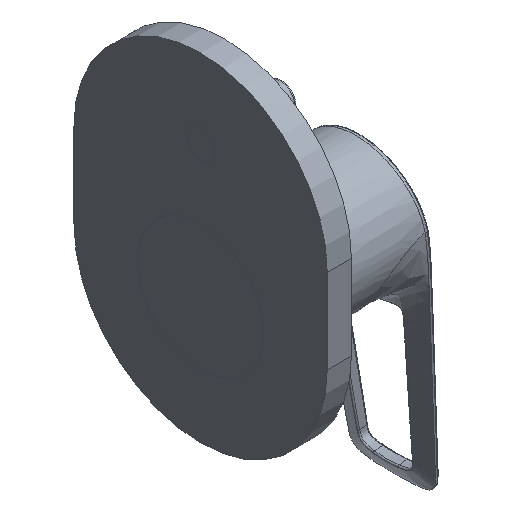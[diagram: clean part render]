
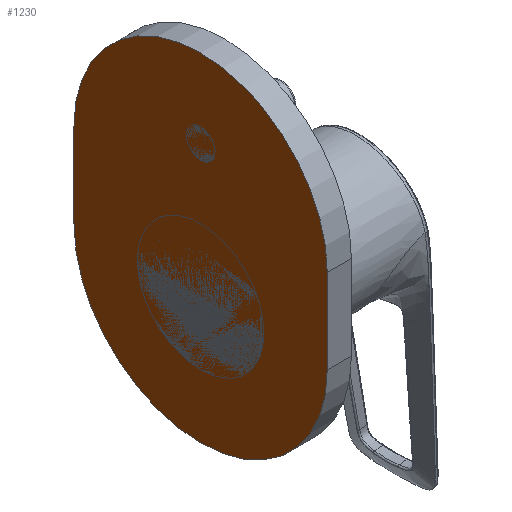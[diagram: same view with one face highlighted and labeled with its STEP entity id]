
A CAD part, isometric view. The second image highlights one B-rep face of the part: STEP entity #1230.
In plain terms, the highlighted planar face has unit normal (-1, 0, 0).
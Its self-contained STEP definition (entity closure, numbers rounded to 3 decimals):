
#138=LINE('',#2025,#154);
#143=LINE('',#2039,#159);
#154=VECTOR('',#1757,1000.);
#159=VECTOR('',#1770,1000.);
#307=ORIENTED_EDGE('',*,*,#580,.T.);
#308=ORIENTED_EDGE('',*,*,#584,.T.);
#309=ORIENTED_EDGE('',*,*,#587,.T.);
#310=ORIENTED_EDGE('',*,*,#589,.T.);
#580=EDGE_CURVE('',#736,#735,#138,.T.);
#584=EDGE_CURVE('',#735,#738,#849,.T.);
#587=EDGE_CURVE('',#738,#740,#143,.T.);
#589=EDGE_CURVE('',#740,#736,#851,.T.);
#735=VERTEX_POINT('',#2024);
#736=VERTEX_POINT('',#2026);
#738=VERTEX_POINT('',#2032);
#740=VERTEX_POINT('',#2038);
#849=CIRCLE('',#1566,52.5);
#851=CIRCLE('',#1570,52.5);
#942=EDGE_LOOP('',(#307,#308,#309,#310));
#1083=FACE_BOUND('',#942,.T.);
#1186=PLANE('',#1571);
#1230=ADVANCED_FACE('',(#1083),#1186,.T.);
#1566=AXIS2_PLACEMENT_3D('',#2033,#1764,#1765);
#1570=AXIS2_PLACEMENT_3D('',#2042,#1775,#1776);
#1571=AXIS2_PLACEMENT_3D('',#2043,#1777,#1778);
#1757=DIRECTION('',(0.,0.,1.));
#1764=DIRECTION('',(-1.,0.,0.));
#1765=DIRECTION('',(0.,-1.,0.));
#1770=DIRECTION('',(0.,0.,-1.));
#1775=DIRECTION('',(-1.,0.,0.));
#1776=DIRECTION('',(0.,-1.,0.));
#1777=DIRECTION('',(-1.,0.,0.));
#1778=DIRECTION('',(0.,-1.,0.));
#2024=CARTESIAN_POINT('',(59.,-52.5,35.));
#2025=CARTESIAN_POINT('',(59.,-52.5,35.));
#2026=CARTESIAN_POINT('',(59.,-52.5,0.));
#2032=CARTESIAN_POINT('',(59.,52.5,35.));
#2033=CARTESIAN_POINT('',(59.,0.,35.));
#2038=CARTESIAN_POINT('',(59.,52.5,0.));
#2039=CARTESIAN_POINT('',(59.,52.5,0.));
#2042=CARTESIAN_POINT('',(59.,0.,0.));
#2043=CARTESIAN_POINT('',(59.,0.,35.));
